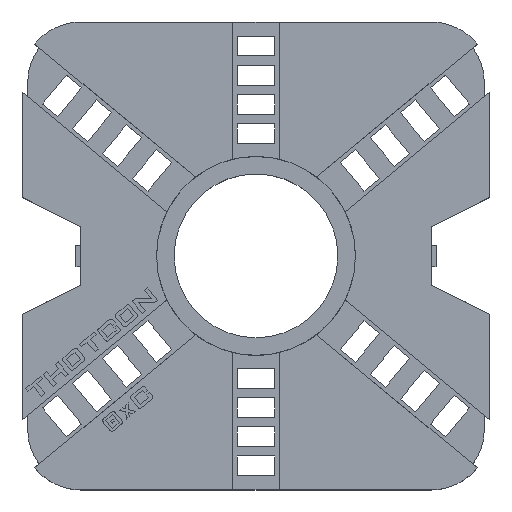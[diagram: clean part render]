
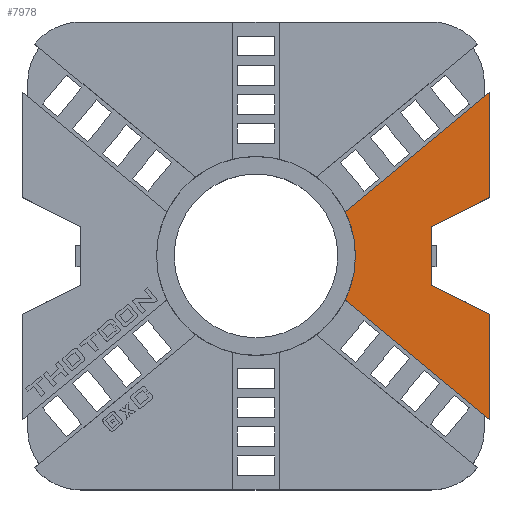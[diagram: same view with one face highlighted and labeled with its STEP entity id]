
A CAD part, top view. The second image highlights one B-rep face of the part: STEP entity #7978.
In plain terms, the highlighted planar face has unit normal (0, 0, 1).
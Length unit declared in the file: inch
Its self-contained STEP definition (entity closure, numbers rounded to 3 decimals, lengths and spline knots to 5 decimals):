
#482=PLANE('',#8443);
#1009=LINE('',#12378,#1967);
#1373=LINE('',#13189,#2331);
#1376=LINE('',#13194,#2334);
#1377=LINE('',#13196,#2335);
#1379=LINE('',#13200,#2337);
#1413=LINE('',#13280,#2371);
#1415=LINE('',#13286,#2373);
#1967=VECTOR('',#9413,0.3937);
#2331=VECTOR('',#10125,0.3937);
#2334=VECTOR('',#10130,0.3937);
#2335=VECTOR('',#10133,0.3937);
#2337=VECTOR('',#10137,0.3937);
#2371=VECTOR('',#10201,0.3937);
#2373=VECTOR('',#10209,0.3937);
#2829=FACE_OUTER_BOUND('',#3295,.T.);
#3295=EDGE_LOOP('',(#7317,#7318,#7319,#7320,#7321,#7322,#7323,#7324));
#3450=CIRCLE('',#8431,0.85);
#3877=VERTEX_POINT('',#12375);
#3878=VERTEX_POINT('',#12377);
#4150=VERTEX_POINT('',#13186);
#4151=VERTEX_POINT('',#13188);
#4152=VERTEX_POINT('',#13192);
#4153=VERTEX_POINT('',#13198);
#4161=VERTEX_POINT('',#13219);
#4162=VERTEX_POINT('',#13221);
#4816=EDGE_CURVE('',#3878,#3877,#1009,.T.);
#5220=EDGE_CURVE('',#4151,#4150,#1373,.T.);
#5223=EDGE_CURVE('',#4150,#4152,#1376,.T.);
#5224=EDGE_CURVE('',#4152,#3878,#1377,.T.);
#5226=EDGE_CURVE('',#3877,#4153,#1379,.T.);
#5238=EDGE_CURVE('',#4162,#4161,#3450,.T.);
#5269=EDGE_CURVE('',#4151,#4161,#1413,.T.);
#5272=EDGE_CURVE('',#4162,#4153,#1415,.T.);
#7317=ORIENTED_EDGE('',*,*,#4816,.T.);
#7318=ORIENTED_EDGE('',*,*,#5226,.T.);
#7319=ORIENTED_EDGE('',*,*,#5272,.F.);
#7320=ORIENTED_EDGE('',*,*,#5238,.T.);
#7321=ORIENTED_EDGE('',*,*,#5269,.F.);
#7322=ORIENTED_EDGE('',*,*,#5220,.T.);
#7323=ORIENTED_EDGE('',*,*,#5223,.T.);
#7324=ORIENTED_EDGE('',*,*,#5224,.T.);
#7978=ADVANCED_FACE('',(#2829),#482,.T.);
#8431=AXIS2_PLACEMENT_3D('',#13222,#10155,#10156);
#8443=AXIS2_PLACEMENT_3D('',#13285,#10207,#10208);
#9413=DIRECTION('',(0.894,0.447,0.));
#10125=DIRECTION('',(0.,1.,0.));
#10130=DIRECTION('',(-0.894,0.447,0.));
#10133=DIRECTION('',(0.,1.,0.));
#10137=DIRECTION('',(0.,1.,0.));
#10155=DIRECTION('center_axis',(0.,0.,-1.));
#10156=DIRECTION('ref_axis',(-1.,0.,0.));
#10201=DIRECTION('',(-0.771,0.636,0.));
#10207=DIRECTION('center_axis',(0.,0.,1.));
#10208=DIRECTION('ref_axis',(1.,0.,0.));
#10209=DIRECTION('',(0.771,0.636,0.));
#12375=CARTESIAN_POINT('',(2.,0.5,0.5));
#12377=CARTESIAN_POINT('',(1.5,0.25,0.5));
#12378=CARTESIAN_POINT('',(0.85,-0.075,0.5));
#13186=CARTESIAN_POINT('',(2.,-0.5,0.5));
#13188=CARTESIAN_POINT('',(2.,-1.4,0.5));
#13189=CARTESIAN_POINT('',(2.,-1.5,0.5));
#13192=CARTESIAN_POINT('',(1.5,-0.25,0.5));
#13194=CARTESIAN_POINT('',(1.1,-0.05,0.5));
#13196=CARTESIAN_POINT('',(1.5,-0.125,0.5));
#13198=CARTESIAN_POINT('',(2.,1.4,0.5));
#13200=CARTESIAN_POINT('',(2.,-1.5,0.5));
#13219=CARTESIAN_POINT('',(0.76129,-0.37807,0.5));
#13221=CARTESIAN_POINT('',(0.76129,0.37807,0.5));
#13222=CARTESIAN_POINT('Origin',(0.,0.,0.5));
#13280=CARTESIAN_POINT('',(0.44201,-0.11466,0.5));
#13285=CARTESIAN_POINT('Origin',(0.,0.,0.5));
#13286=CARTESIAN_POINT('',(0.44201,0.11466,0.5));
